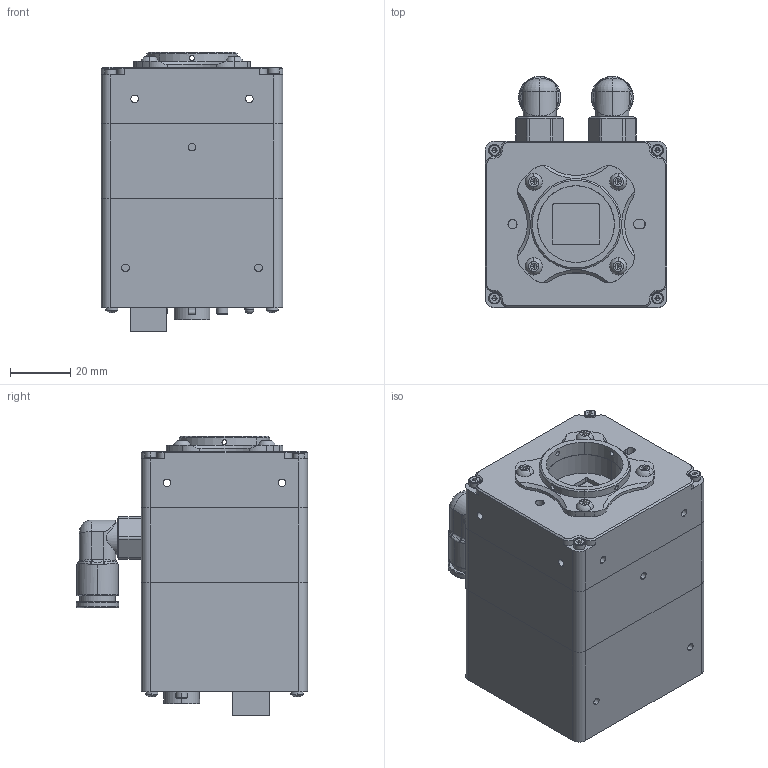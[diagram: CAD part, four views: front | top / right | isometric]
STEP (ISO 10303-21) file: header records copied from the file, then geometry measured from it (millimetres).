
FILE_DESCRIPTION (( 'STEP AP214' ), '1' );
FILE_NAME ('AHJ-NL1-250818.STEP', '2025-08-18T06:03:23', ( '' ), ( '' ), 'SwSTEP 2.0', 'SolidWorks 2020', '' );
FILE_SCHEMA (( 'AUTOMOTIVE_DESIGN' ));
Length unit declared in the file: millimetre
Products named in the file (1): AHJ-NL1-250818
Bounding box: 60 x 76.5 x 92.45 mm (x, y, z)
Surface area: 37424.8 mm2 (no closed solid volume)
Topology: 0 solids, 54 shells, 662 faces, 2187 edges, 1529 vertices
Faces by surface type: plane 310, cylinder 222, cone 48, bspline 36, torus 28, sphere 18
Entity records: 35477 total; most frequent: CARTESIAN_POINT 9695, DIRECTION 3828, ORIENTED_EDGE 3485, EDGE_CURVE 2171, VERTEX_POINT 1527, AXIS2_PLACEMENT_3D 1348, VECTOR 1132, LINE 1132
